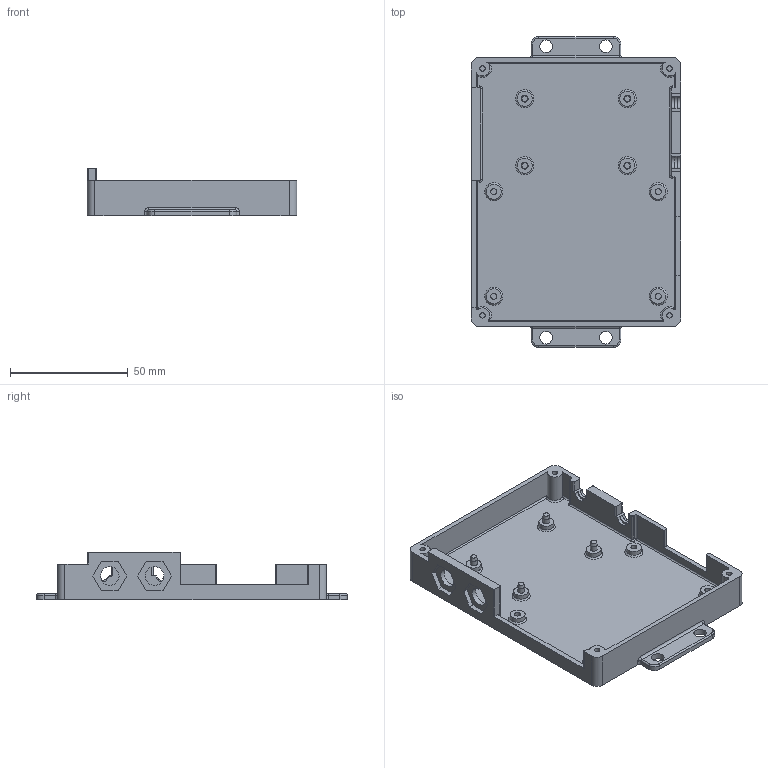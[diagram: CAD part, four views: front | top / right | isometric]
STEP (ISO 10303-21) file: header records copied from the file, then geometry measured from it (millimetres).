
FILE_DESCRIPTION(/* description */ (''),/* implementation_level */ '2;1');
FILE_NAME(/* name */ 'Jag X100 stereo relay box v33 bottom.step',/* time_stamp */ '2024-03-16T13:45:37-04:00',/* author */ (''),/* organization */ (''),/* preprocessor_version */ 'ST-DEVELOPER v20',/* originating_system */ 'Autodesk Translation Framework v12.20.1.177',/* authorisation */ '');
FILE_SCHEMA (('AUTOMOTIVE_DESIGN { 1 0 10303 214 3 1 1 }'));
Length unit declared in the file: inch
Products named in the file (2): stereo   switch box; Component4
Assembly tree (1 placements, depth 2):
  stereo   switch box
    Component4
Bounding box: 88.9 x 132.08 x 20.32 mm (x, y, z)
Volume: 39784.5 mm3; surface area: 32761.2 mm2
Topology: 1 solids, 1 shells, 216 faces, 505 edges, 313 vertices
Faces by surface type: cylinder 96, plane 84, torus 20, sphere 8, cone 8
Full cylindrical faces by diameter (mm): 2.286 x4, 2.54 x4, 2.921 x4, 5.334 x4, 6.35 x8, 7.874 x2
Entity records: 6292 total; most frequent: DIRECTION 1165, CARTESIAN_POINT 1091, ORIENTED_EDGE 1010, EDGE_CURVE 505, AXIS2_PLACEMENT_3D 445, VERTEX_POINT 313, LINE 275, VECTOR 275
